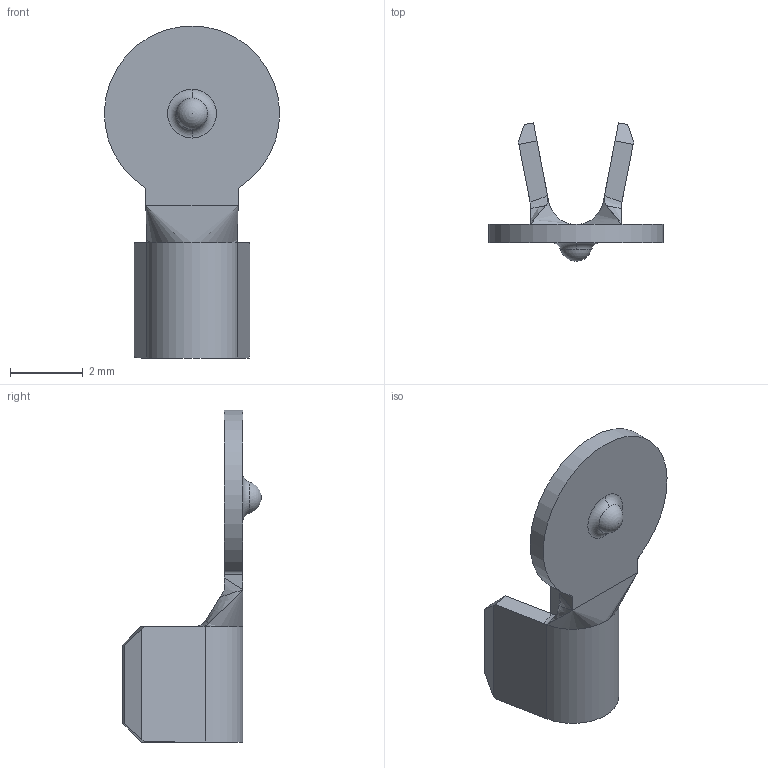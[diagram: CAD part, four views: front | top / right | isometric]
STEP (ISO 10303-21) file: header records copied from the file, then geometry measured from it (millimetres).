
FILE_DESCRIPTION (( 'STEP AP203' ), '1' );
FILE_NAME ('09628.STEP', '2016-03-09T12:32:33', ( '' ), ( '' ), 'SwSTEP 2.0', 'SolidWorks 2014', '' );
FILE_SCHEMA (( 'CONFIG_CONTROL_DESIGN' ));
Length unit declared in the file: inch
Products named in the file (1): 09628
Bounding box: 4.82 x 3.82 x 9.14 mm (x, y, z)
Volume: 21.7 mm3; surface area: 105.8 mm2
Topology: 1 solids, 1 shells, 89 faces, 220 edges, 134 vertices
Faces by surface type: plane 54, cylinder 13, cone 9, bspline 8, torus 4, sphere 1
Entity records: 2802 total; most frequent: CARTESIAN_POINT 694, ORIENTED_EDGE 434, DIRECTION 396, EDGE_CURVE 217, LINE 154, VECTOR 154, VERTEX_POINT 132, AXIS2_PLACEMENT_3D 121
